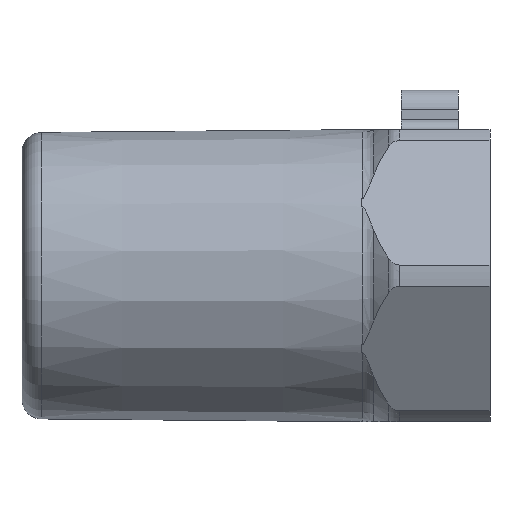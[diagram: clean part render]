
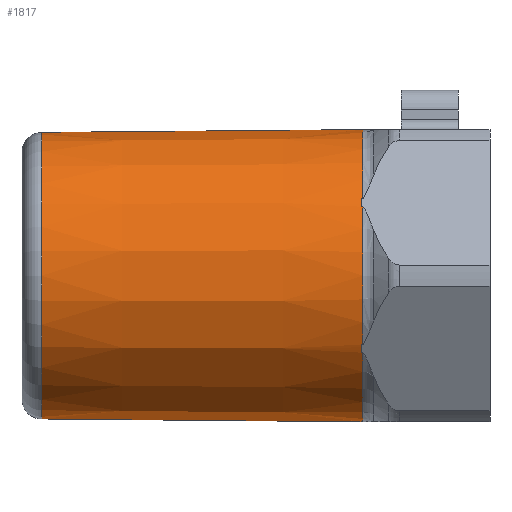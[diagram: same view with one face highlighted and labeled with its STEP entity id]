
A CAD part, left-side view. The second image highlights one B-rep face of the part: STEP entity #1817.
In plain terms, the highlighted conical face has half-angle 0.5 degrees and reference radius 14.809 mm.
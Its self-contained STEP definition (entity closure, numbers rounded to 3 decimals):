
#62=CARTESIAN_POINT('',(-12.567,12.892,7.834));
#63=VERTEX_POINT('',#62);
#81=CARTESIAN_POINT('',(-12.581,13.,7.809));
#82=VERTEX_POINT('',#81);
#83=CARTESIAN_POINT('',(-12.567,12.892,7.834));
#84=CARTESIAN_POINT('',(-12.571,12.928,7.826));
#85=CARTESIAN_POINT('',(-12.576,12.964,7.818));
#86=CARTESIAN_POINT('',(-12.581,13.,7.809));
#87=B_SPLINE_CURVE_WITH_KNOTS('',3,(#83,#84,#85,#86),.UNSPECIFIED.,.F.,.F.,(4,4),(0.019,0.019),.UNSPECIFIED.);
#88=EDGE_CURVE('',#63,#82,#87,.T.);
#90=CARTESIAN_POINT('',(-13.053,13.,6.991));
#91=VERTEX_POINT('',#90);
#98=CARTESIAN_POINT('',(-13.068,12.892,6.966));
#99=VERTEX_POINT('',#98);
#100=CARTESIAN_POINT('',(-13.053,13.,6.991));
#101=CARTESIAN_POINT('',(-13.058,12.964,6.982));
#102=CARTESIAN_POINT('',(-13.063,12.928,6.974));
#103=CARTESIAN_POINT('',(-13.068,12.892,6.966));
#104=B_SPLINE_CURVE_WITH_KNOTS('',3,(#100,#101,#102,#103),.UNSPECIFIED.,.F.,.F.,(4,4),(0.021,0.021),.UNSPECIFIED.);
#105=EDGE_CURVE('',#91,#99,#104,.T.);
#256=CARTESIAN_POINT('',(-13.068,12.892,-6.966));
#257=VERTEX_POINT('',#256);
#275=CARTESIAN_POINT('',(-13.053,13.,-6.991));
#276=VERTEX_POINT('',#275);
#277=CARTESIAN_POINT('',(-13.068,12.892,-6.966));
#278=CARTESIAN_POINT('',(-13.063,12.928,-6.974));
#279=CARTESIAN_POINT('',(-13.058,12.964,-6.982));
#280=CARTESIAN_POINT('',(-13.053,13.,-6.991));
#281=B_SPLINE_CURVE_WITH_KNOTS('',3,(#277,#278,#279,#280),.UNSPECIFIED.,.F.,.F.,(4,4),(0.019,0.019),.UNSPECIFIED.);
#282=EDGE_CURVE('',#257,#276,#281,.T.);
#284=CARTESIAN_POINT('',(-12.581,13.,-7.809));
#285=VERTEX_POINT('',#284);
#292=CARTESIAN_POINT('',(-12.567,12.892,-7.834));
#293=VERTEX_POINT('',#292);
#294=CARTESIAN_POINT('',(-12.581,13.,-7.809));
#295=CARTESIAN_POINT('',(-12.576,12.964,-7.818));
#296=CARTESIAN_POINT('',(-12.571,12.928,-7.826));
#297=CARTESIAN_POINT('',(-12.567,12.892,-7.834));
#298=B_SPLINE_CURVE_WITH_KNOTS('',3,(#294,#295,#296,#297),.UNSPECIFIED.,.F.,.F.,(4,4),(0.021,0.021),.UNSPECIFIED.);
#299=EDGE_CURVE('',#285,#293,#298,.T.);
#1689=CARTESIAN_POINT('',(0.,45.467,14.524));
#1690=VERTEX_POINT('',#1689);
#1699=CARTESIAN_POINT('',(-0.,45.467,-14.524));
#1700=VERTEX_POINT('',#1699);
#1708=CARTESIAN_POINT('',(0.,45.467,0.));
#1709=DIRECTION('',(0.,-1.,0.));
#1710=DIRECTION('',(0.,0.,-1.));
#1711=AXIS2_PLACEMENT_3D('',#1708,#1709,#1710);
#1712=CIRCLE('',#1711,14.524);
#1713=EDGE_CURVE('',#1690,#1700,#1712,.T.);
#1718=CARTESIAN_POINT('',(0.,12.892,0.));
#1719=DIRECTION('',(0.,-1.,0.));
#1720=DIRECTION('',(0.,0.,-1.));
#1721=AXIS2_PLACEMENT_3D('',#1718,#1719,#1720);
#1722=CONICAL_SURFACE('',#1721,14.808,0.5);
#1723=CARTESIAN_POINT('',(0.,13.,14.808));
#1724=VERTEX_POINT('',#1723);
#1725=CARTESIAN_POINT('',(0.,13.,14.808));
#1726=DIRECTION('',(-0.,1.,-0.009));
#1727=VECTOR('',#1726,32.469);
#1728=LINE('',#1725,#1727);
#1729=EDGE_CURVE('',#1724,#1690,#1728,.T.);
#1730=ORIENTED_EDGE('',*,*,#1729,.T.);
#1731=ORIENTED_EDGE('',*,*,#1713,.T.);
#1732=CARTESIAN_POINT('',(0.,13.,-14.808));
#1733=VERTEX_POINT('',#1732);
#1734=CARTESIAN_POINT('',(0.,13.,-14.808));
#1735=DIRECTION('',(-0.,1.,0.009));
#1736=VECTOR('',#1735,32.469);
#1737=LINE('',#1734,#1736);
#1738=EDGE_CURVE('',#1733,#1700,#1737,.T.);
#1739=ORIENTED_EDGE('',*,*,#1738,.F.);
#1740=CARTESIAN_POINT('',(-0.472,13.,-14.8));
#1741=VERTEX_POINT('',#1740);
#1742=CARTESIAN_POINT('',(0.,13.,0.));
#1743=DIRECTION('',(0.,-1.,-0.));
#1744=DIRECTION('',(0.,-0.,1.));
#1745=AXIS2_PLACEMENT_3D('',#1742,#1743,#1744);
#1746=CIRCLE('',#1745,14.808);
#1747=EDGE_CURVE('',#1741,#1733,#1746,.T.);
#1748=ORIENTED_EDGE('',*,*,#1747,.F.);
#1749=CARTESIAN_POINT('',(-0.501,12.892,-14.8));
#1750=VERTEX_POINT('',#1749);
#1751=CARTESIAN_POINT('',(-0.501,12.892,-14.8));
#1752=CARTESIAN_POINT('',(-0.492,12.928,-14.8));
#1753=CARTESIAN_POINT('',(-0.482,12.964,-14.8));
#1754=CARTESIAN_POINT('',(-0.472,13.,-14.8));
#1755=B_SPLINE_CURVE_WITH_KNOTS('',3,(#1751,#1752,#1753,#1754),.UNSPECIFIED.,.F.,.F.,(4,4),(0.02,0.02),.UNSPECIFIED.);
#1756=EDGE_CURVE('',#1750,#1741,#1755,.T.);
#1757=ORIENTED_EDGE('',*,*,#1756,.F.);
#1758=CARTESIAN_POINT('',(0.,12.892,0.));
#1759=DIRECTION('',(0.,-1.,0.));
#1760=DIRECTION('',(0.,0.,-1.));
#1761=AXIS2_PLACEMENT_3D('',#1758,#1759,#1760);
#1762=CIRCLE('',#1761,14.808);
#1763=EDGE_CURVE('',#293,#1750,#1762,.T.);
#1764=ORIENTED_EDGE('',*,*,#1763,.F.);
#1765=ORIENTED_EDGE('',*,*,#299,.F.);
#1766=CARTESIAN_POINT('',(0.,13.,0.));
#1767=DIRECTION('',(0.,-1.,-0.));
#1768=DIRECTION('',(0.,-0.,1.));
#1769=AXIS2_PLACEMENT_3D('',#1766,#1767,#1768);
#1770=CIRCLE('',#1769,14.808);
#1771=EDGE_CURVE('',#276,#285,#1770,.T.);
#1772=ORIENTED_EDGE('',*,*,#1771,.F.);
#1773=ORIENTED_EDGE('',*,*,#282,.F.);
#1774=CARTESIAN_POINT('',(0.,12.892,0.));
#1775=DIRECTION('',(0.,-1.,0.));
#1776=DIRECTION('',(0.,0.,-1.));
#1777=AXIS2_PLACEMENT_3D('',#1774,#1775,#1776);
#1778=CIRCLE('',#1777,14.808);
#1779=EDGE_CURVE('',#99,#257,#1778,.T.);
#1780=ORIENTED_EDGE('',*,*,#1779,.F.);
#1781=ORIENTED_EDGE('',*,*,#105,.F.);
#1782=CARTESIAN_POINT('',(0.,13.,0.));
#1783=DIRECTION('',(0.,-1.,-0.));
#1784=DIRECTION('',(0.,-0.,1.));
#1785=AXIS2_PLACEMENT_3D('',#1782,#1783,#1784);
#1786=CIRCLE('',#1785,14.808);
#1787=EDGE_CURVE('',#82,#91,#1786,.T.);
#1788=ORIENTED_EDGE('',*,*,#1787,.F.);
#1789=ORIENTED_EDGE('',*,*,#88,.F.);
#1790=CARTESIAN_POINT('',(-0.501,12.892,14.8));
#1791=VERTEX_POINT('',#1790);
#1792=CARTESIAN_POINT('',(0.,12.892,0.));
#1793=DIRECTION('',(0.,-1.,0.));
#1794=DIRECTION('',(0.,0.,-1.));
#1795=AXIS2_PLACEMENT_3D('',#1792,#1793,#1794);
#1796=CIRCLE('',#1795,14.808);
#1797=EDGE_CURVE('',#1791,#63,#1796,.T.);
#1798=ORIENTED_EDGE('',*,*,#1797,.F.);
#1799=CARTESIAN_POINT('',(-0.472,13.,14.8));
#1800=VERTEX_POINT('',#1799);
#1801=CARTESIAN_POINT('',(-0.472,13.,14.8));
#1802=CARTESIAN_POINT('',(-0.482,12.964,14.8));
#1803=CARTESIAN_POINT('',(-0.492,12.928,14.8));
#1804=CARTESIAN_POINT('',(-0.501,12.892,14.8));
#1805=B_SPLINE_CURVE_WITH_KNOTS('',3,(#1801,#1802,#1803,#1804),.UNSPECIFIED.,.F.,.F.,(4,4),(0.022,0.023),.UNSPECIFIED.);
#1806=EDGE_CURVE('',#1800,#1791,#1805,.T.);
#1807=ORIENTED_EDGE('',*,*,#1806,.F.);
#1808=CARTESIAN_POINT('',(0.,13.,0.));
#1809=DIRECTION('',(0.,-1.,-0.));
#1810=DIRECTION('',(0.,-0.,1.));
#1811=AXIS2_PLACEMENT_3D('',#1808,#1809,#1810);
#1812=CIRCLE('',#1811,14.808);
#1813=EDGE_CURVE('',#1724,#1800,#1812,.T.);
#1814=ORIENTED_EDGE('',*,*,#1813,.F.);
#1815=EDGE_LOOP('',(#1730,#1731,#1739,#1748,#1757,#1764,#1765,#1772,#1773,#1780,#1781,#1788,#1789,#1798,#1807,#1814));
#1816=FACE_BOUND('',#1815,.T.);
#1817=ADVANCED_FACE('',(#1816),#1722,.T.);
